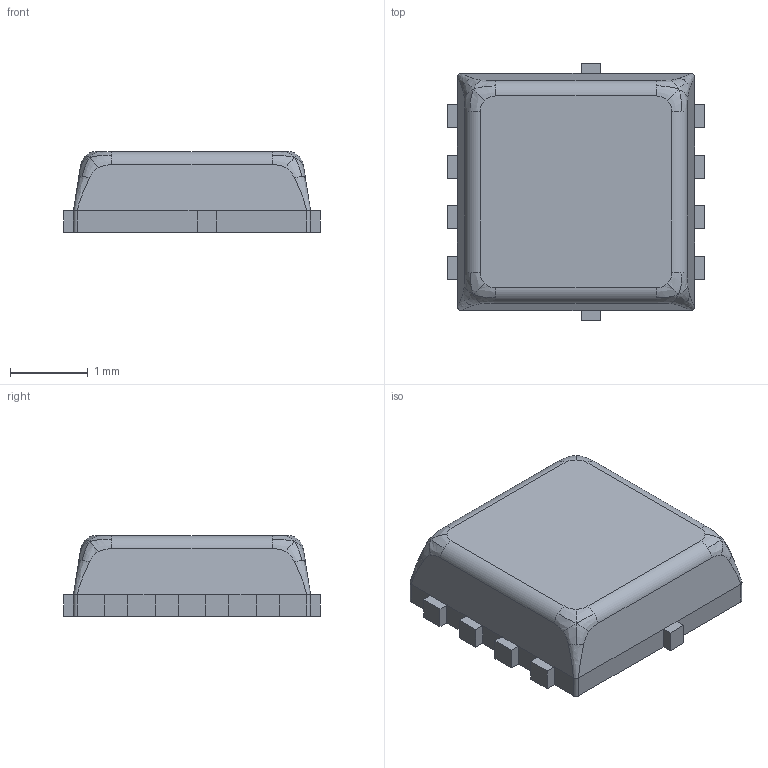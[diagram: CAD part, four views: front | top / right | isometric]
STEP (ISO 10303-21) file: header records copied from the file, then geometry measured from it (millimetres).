
FILE_DESCRIPTION(/* description */ (''),/* implementation_level */ '2;1');
FILE_NAME(/* name */ 'PowerPAK 1212-8-1.step',/* time_stamp */ '2020-12-26T12:35:08+02:00',/* author */ (''),/* organization */ (''),/* preprocessor_version */ 'ST-DEVELOPER v18.1',/* originating_system */ 'Autodesk Translation Framework v9.3.0.1241',/* authorisation */ '');
FILE_SCHEMA (('AUTOMOTIVE_DESIGN { 1 0 10303 214 3 1 1 }'));
Length unit declared in the file: millimetre
Products named in the file (1): (Unsaved)
Bounding box: 3.3 x 3.3 x 1.04 mm (x, y, z)
Volume: 9.1 mm3; surface area: 46.5 mm2
Topology: 6 solids, 6 shells, 162 faces, 410 edges, 260 vertices
Faces by surface type: plane 126, bspline 28, cylinder 8
Entity records: 6394 total; most frequent: CARTESIAN_POINT 2632, ORIENTED_EDGE 820, DIRECTION 658, EDGE_CURVE 410, LINE 322, VECTOR 322, VERTEX_POINT 260, AXIS2_PLACEMENT_3D 168
